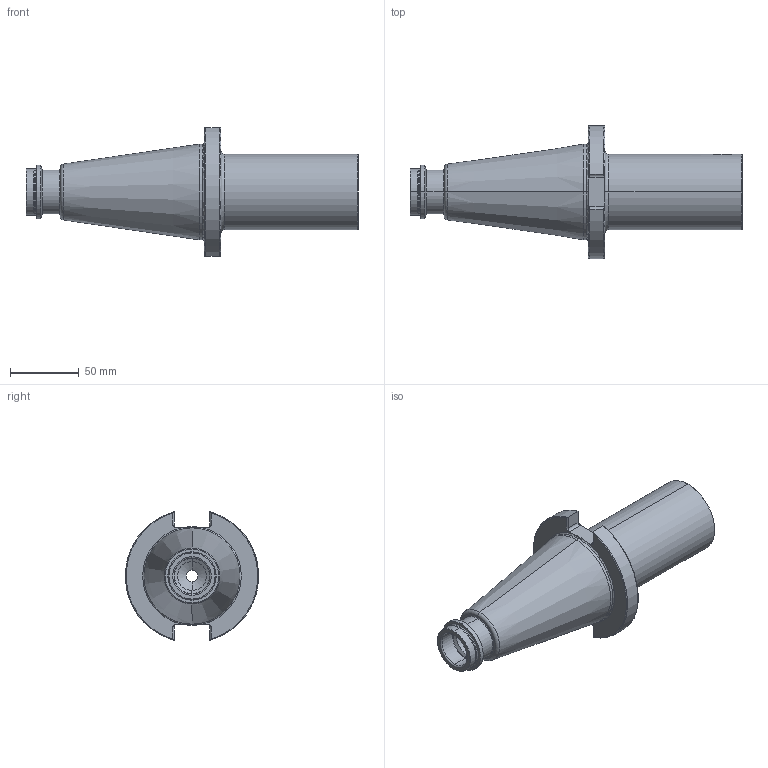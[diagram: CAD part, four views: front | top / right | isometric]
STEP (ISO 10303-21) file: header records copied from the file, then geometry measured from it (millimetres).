
FILE_DESCRIPTION (( 'STEP AP203' ), '1' );
FILE_NAME ('102.500.552.STEP', '2018-03-12T07:25:19', ( 'SWIAdmin' ), ( 'Hewlett-Packard Company' ), 'SwSTEP 2.0', 'SolidWorks 2017', '' );
FILE_SCHEMA (( 'CONFIG_CONTROL_DESIGN' ));
Length unit declared in the file: millimetre
Products named in the file (3): SZ5-MB5.K01.115_C; MB5-ER1.001.017_A; 102.500.552
Assembly tree (2 placements, depth 2):
  102.500.552
    SZ5-MB5.K01.115_C
    MB5-ER1.001.017_A
Bounding box: 242 x 96.94 x 93.84 mm (x, y, z)
Volume: 532844.3 mm3; surface area: 67249.7 mm2
Topology: 2 solids, 2 shells, 158 faces, 367 edges, 217 vertices
Faces by surface type: cylinder 53, plane 47, cone 30, torus 28
Entity records: 5063 total; most frequent: CARTESIAN_POINT 1172, DIRECTION 809, ORIENTED_EDGE 730, EDGE_CURVE 365, AXIS2_PLACEMENT_3D 329, VERTEX_POINT 217, EDGE_LOOP 168, CIRCLE 166
